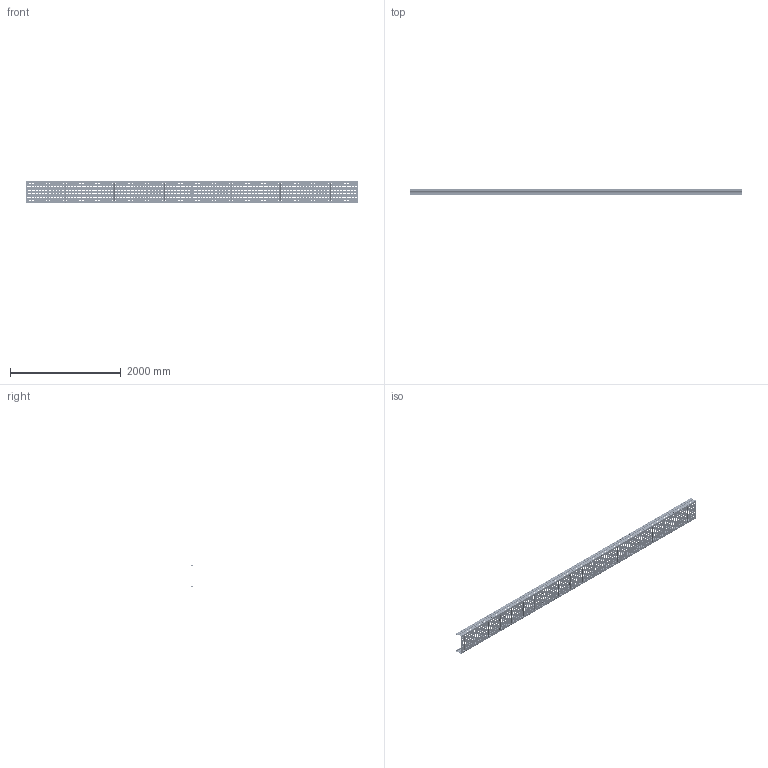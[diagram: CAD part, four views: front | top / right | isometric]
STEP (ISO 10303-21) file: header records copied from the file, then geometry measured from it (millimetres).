
FILE_DESCRIPTION((''),'2;1');
FILE_NAME('240041_ASM','2018-11-28T19:25:51',('tomasz.grudniewski'),(''),'CREO PARAMETRIC BY PTC INC, 2018260','CREO PARAMETRIC BY PTC INC, 2018260','');
FILE_SCHEMA(('CONFIG_CONTROL_DESIGN'));
Products named in the file (3): KSP_DSP_H120_6000_PRT; PASZCZ_400_30000_PRT; 240041_ASM
Assembly tree (4 placements, depth 2):
  240041_ASM
    KSP_DSP_H120_6000_PRT  x2
    PASZCZ_400_30000_PRT  x2
Bounding box: 6000 x 120 x 400 mm (x, y, z)
Volume: 6255750.3 mm3; surface area: 9420798.1 mm2
Topology: 4 solids, 4 shells, 12728 faces, 37248 edges, 24528 vertices
Faces by surface type: plane 7084, cylinder 5644
Entity records: 215544 total; most frequent: CARTESIAN_POINT 37259, ORIENTED_EDGE 37248, DIRECTION 37010, EDGE_CURVE 18624, VECTOR 12980, LINE 12980, VERTEX_POINT 12264, AXIS2_PLACEMENT_3D 12015
